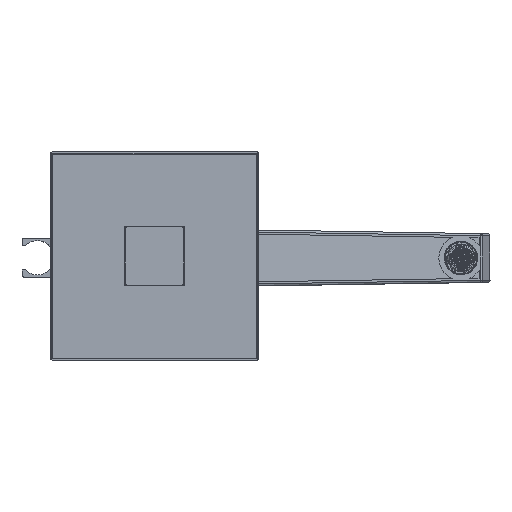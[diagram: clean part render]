
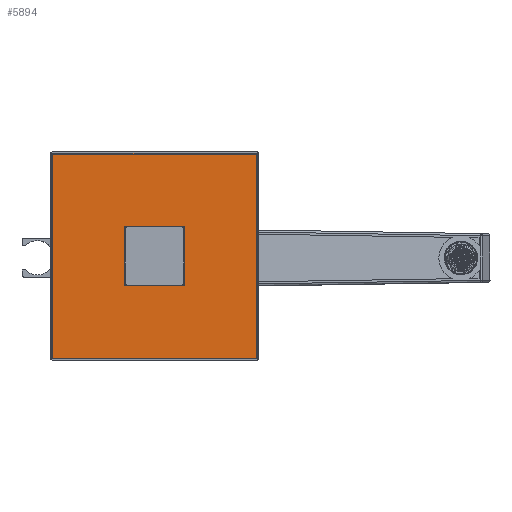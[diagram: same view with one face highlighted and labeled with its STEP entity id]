
A CAD part, top view. The second image highlights one B-rep face of the part: STEP entity #5894.
In plain terms, the highlighted planar face has unit normal (0, 0, 1).
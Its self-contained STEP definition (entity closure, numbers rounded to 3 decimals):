
#162 = DIRECTION ( 'NONE',  ( 1., 0., 0. ) ) ;
#176 = LINE ( 'NONE', #15328, #31137 ) ;
#654 = LINE ( 'NONE', #33999, #19473 ) ;
#1060 = DIRECTION ( 'NONE',  ( -1., 0., 0. ) ) ;
#1852 = VECTOR ( 'NONE', #1060, 1000. ) ;
#2426 = VECTOR ( 'NONE', #15916, 1000. ) ;
#5894 = ADVANCED_FACE ( 'NONE', ( #30576, #8896 ), #12638, .F. ) ;
#6064 = LINE ( 'NONE', #21213, #47846 ) ;
#7444 = LINE ( 'NONE', #29335, #41018 ) ;
#7921 = LINE ( 'NONE', #8406, #8341 ) ;
#8102 = ORIENTED_EDGE ( 'NONE', *, *, #20901, .T. ) ;
#8289 = CARTESIAN_POINT ( 'NONE',  ( 95., 74., 687. ) ) ;
#8310 = CARTESIAN_POINT ( 'NONE',  ( -53., -74., 687. ) ) ;
#8341 = VECTOR ( 'NONE', #45998, 1000. ) ;
#8406 = CARTESIAN_POINT ( 'NONE',  ( -0.3, 21.3, 687. ) ) ;
#8757 = LINE ( 'NONE', #43578, #1852 ) ;
#8896 = FACE_OUTER_BOUND ( 'NONE', #45979, .T. ) ;
#10289 = VERTEX_POINT ( 'NONE', #22158 ) ;
#10913 = VERTEX_POINT ( 'NONE', #30508 ) ;
#11560 = EDGE_CURVE ( 'NONE', #31078, #10913, #7444, .T. ) ;
#12528 = EDGE_CURVE ( 'NONE', #10913, #25539, #15523, .T. ) ;
#12638 = PLANE ( 'NONE',  #31659 ) ;
#12989 = CARTESIAN_POINT ( 'NONE',  ( 42.3, 21.3, 687. ) ) ;
#15328 = CARTESIAN_POINT ( 'NONE',  ( 42.3, 21.3, 687. ) ) ;
#15523 = LINE ( 'NONE', #8310, #23600 ) ;
#15916 = DIRECTION ( 'NONE',  ( 0., 1., 0. ) ) ;
#17069 = EDGE_CURVE ( 'NONE', #41828, #10289, #176, .T. ) ;
#17485 = DIRECTION ( 'NONE',  ( 0., -1., 0. ) ) ;
#17525 = ORIENTED_EDGE ( 'NONE', *, *, #34282, .F. ) ;
#19473 = VECTOR ( 'NONE', #162, 1000. ) ;
#20901 = EDGE_CURVE ( 'NONE', #37139, #48672, #39307, .T. ) ;
#21213 = CARTESIAN_POINT ( 'NONE',  ( 95., 74., 687. ) ) ;
#21574 = VERTEX_POINT ( 'NONE', #8289 ) ;
#22158 = CARTESIAN_POINT ( 'NONE',  ( 42.3, -21.3, 687. ) ) ;
#22696 = ORIENTED_EDGE ( 'NONE', *, *, #12528, .F. ) ;
#22949 = EDGE_CURVE ( 'NONE', #21574, #31078, #6064, .T. ) ;
#23600 = VECTOR ( 'NONE', #30703, 1000. ) ;
#25539 = VERTEX_POINT ( 'NONE', #37874 ) ;
#26592 = DIRECTION ( 'NONE',  ( -1., 0., 0. ) ) ;
#26831 = DIRECTION ( 'NONE',  ( 0., -1., 0. ) ) ;
#29335 = CARTESIAN_POINT ( 'NONE',  ( 95., -74., 687. ) ) ;
#30508 = CARTESIAN_POINT ( 'NONE',  ( -53., -74., 687. ) ) ;
#30576 = FACE_BOUND ( 'NONE', #40719, .T. ) ;
#30703 = DIRECTION ( 'NONE',  ( 0., 1., 0. ) ) ;
#31078 = VERTEX_POINT ( 'NONE', #47821 ) ;
#31137 = VECTOR ( 'NONE', #45205, 1000. ) ;
#31659 = AXIS2_PLACEMENT_3D ( 'NONE', #42026, #45764, #26831 ) ;
#32211 = ORIENTED_EDGE ( 'NONE', *, *, #22949, .F. ) ;
#33925 = EDGE_CURVE ( 'NONE', #48672, #41828, #7921, .T. ) ;
#33999 = CARTESIAN_POINT ( 'NONE',  ( -53., 74., 687. ) ) ;
#34282 = EDGE_CURVE ( 'NONE', #25539, #21574, #654, .T. ) ;
#37139 = VERTEX_POINT ( 'NONE', #42282 ) ;
#37874 = CARTESIAN_POINT ( 'NONE',  ( -53., 74., 687. ) ) ;
#38814 = CARTESIAN_POINT ( 'NONE',  ( -0.3, -21.3, 687. ) ) ;
#39307 = LINE ( 'NONE', #38814, #2426 ) ;
#40719 = EDGE_LOOP ( 'NONE', ( #41664, #48675, #8102, #45685 ) ) ;
#41018 = VECTOR ( 'NONE', #26592, 1000. ) ;
#41664 = ORIENTED_EDGE ( 'NONE', *, *, #17069, .T. ) ;
#41828 = VERTEX_POINT ( 'NONE', #12989 ) ;
#42026 = CARTESIAN_POINT ( 'NONE',  ( 21., 0., 687. ) ) ;
#42282 = CARTESIAN_POINT ( 'NONE',  ( -0.3, -21.3, 687. ) ) ;
#43578 = CARTESIAN_POINT ( 'NONE',  ( 42.3, -21.3, 687. ) ) ;
#44557 = ORIENTED_EDGE ( 'NONE', *, *, #11560, .F. ) ;
#45071 = CARTESIAN_POINT ( 'NONE',  ( -0.3, 21.3, 687. ) ) ;
#45205 = DIRECTION ( 'NONE',  ( 0., -1., 0. ) ) ;
#45685 = ORIENTED_EDGE ( 'NONE', *, *, #33925, .T. ) ;
#45764 = DIRECTION ( 'NONE',  ( 0., 0., -1. ) ) ;
#45979 = EDGE_LOOP ( 'NONE', ( #22696, #44557, #32211, #17525 ) ) ;
#45998 = DIRECTION ( 'NONE',  ( 1., 0., 0. ) ) ;
#46873 = EDGE_CURVE ( 'NONE', #10289, #37139, #8757, .T. ) ;
#47821 = CARTESIAN_POINT ( 'NONE',  ( 95., -74., 687. ) ) ;
#47846 = VECTOR ( 'NONE', #17485, 1000. ) ;
#48672 = VERTEX_POINT ( 'NONE', #45071 ) ;
#48675 = ORIENTED_EDGE ( 'NONE', *, *, #46873, .T. ) ;
